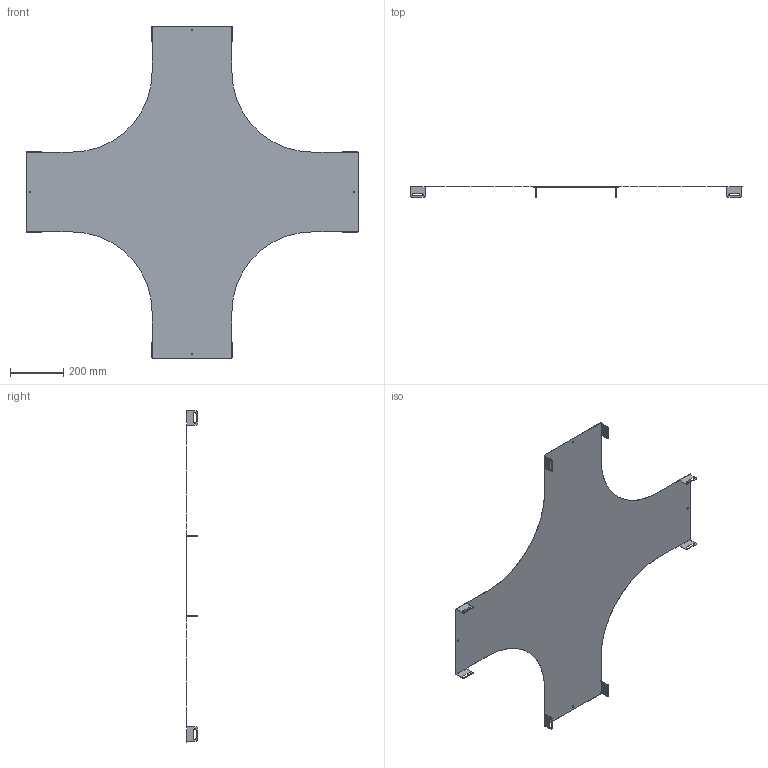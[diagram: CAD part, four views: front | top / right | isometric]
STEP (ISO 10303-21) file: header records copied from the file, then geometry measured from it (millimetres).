
FILE_DESCRIPTION (( 'STEP AP203' ), '1' );
FILE_NAME ('Êðûøêà íà X-îòâåòâèòåëü R300_LK3003.STEP', '2012-12-19T10:48:08', ( 'Àñååâ' ), ( '' ), 'SwSTEP 2.0', 'SolidWorks 2012', '' );
FILE_SCHEMA (( 'CONFIG_CONTROL_DESIGN' ));
Length unit declared in the file: millimetre
Products named in the file (1): Êðûøêà íà X-îòâåòâèòåëü R300_LK3003
Bounding box: 1246 x 40.07 x 1246 mm (x, y, z)
Volume: 449750.7 mm3; surface area: 1502743.1 mm2
Topology: 1 solids, 1 shells, 182 faces, 476 edges, 296 vertices
Faces by surface type: cylinder 88, plane 78, bspline 16
Full cylindrical faces by diameter (mm): 6.4 x4
Entity records: 6053 total; most frequent: CARTESIAN_POINT 1543, ORIENTED_EDGE 944, DIRECTION 886, EDGE_CURVE 472, AXIS2_PLACEMENT_3D 311, VERTEX_POINT 296, VECTOR 264, LINE 264
